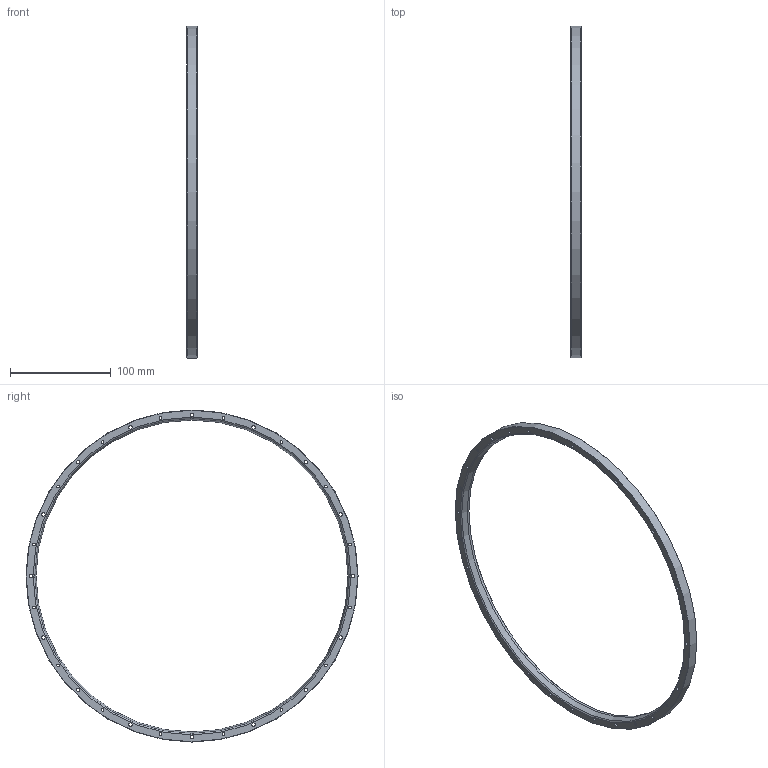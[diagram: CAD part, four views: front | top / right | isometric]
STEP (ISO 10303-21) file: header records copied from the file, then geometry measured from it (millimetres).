
FILE_DESCRIPTION(/* description */ (''),/* implementation_level */ '2;1');
FILE_NAME(/* name */ 'RESA30USA330B.stp',/* time_stamp */ '2022-09-02T11:13:28+01:00',/* author */ (''),/* organization */ (''),/* preprocessor_version */ 'ST-DEVELOPER v16.7',/* originating_system */ 'SIEMENS PLM Software NX 1946',/* authorisation */ '');
FILE_SCHEMA (('AUTOMOTIVE_DESIGN { 1 0 10303 214 3 1 1 1 }'));
Length unit declared in the file: millimetre
Products named in the file (1): RESR A FORM EXPRESSION MODEL-C
Bounding box: 10 x 330 x 330 mm (x, y, z)
Volume: 89741.4 mm3; surface area: 40780.9 mm2
Topology: 1 solids, 1 shells, 195 faces, 768 edges, 693 vertices
Faces by surface type: plane 124, cylinder 66, cone 5
Full cylindrical faces by diameter (mm): 2.6 x16, 3.5 x32, 6 x16, 310.03 x1, 330 x1
Entity records: 9828 total; most frequent: CARTESIAN_POINT 4192, ORIENTED_EDGE 1326, DIRECTION 670, EDGE_CURVE 663, VERTEX_POINT 659, B_SPLINE_CURVE_WITH_KNOTS 522, EDGE_LOOP 450, FACE_BOUND 379
